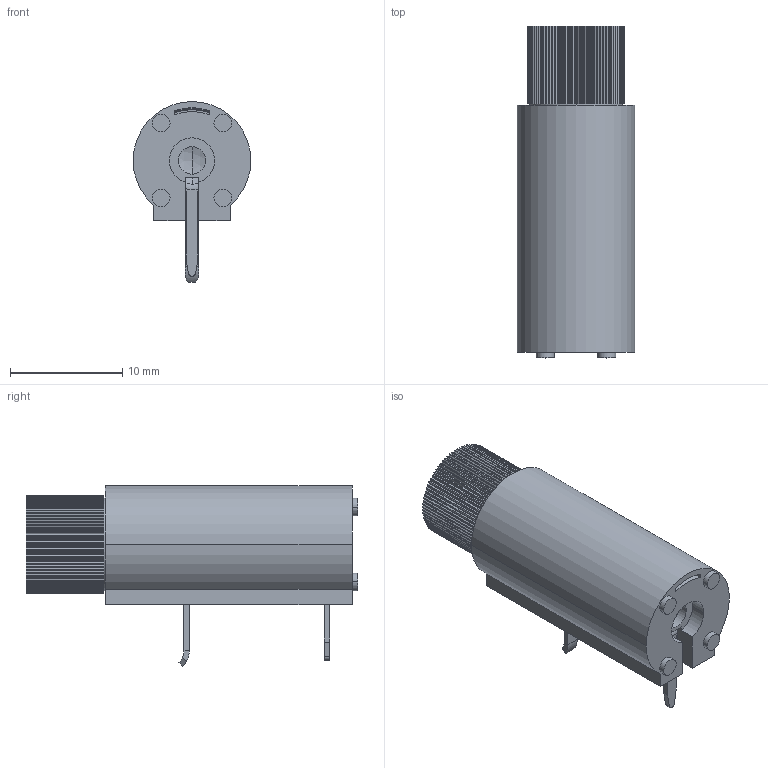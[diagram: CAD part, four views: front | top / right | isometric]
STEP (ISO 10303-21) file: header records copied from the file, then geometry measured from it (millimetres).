
FILE_DESCRIPTION (( 'STEP AP214' ), '1' );
FILE_NAME ('4525.STEP', '2016-12-27T17:12:42', ( '' ), ( '' ), 'SwSTEP 2.0', 'SolidWorks 2013', '' );
FILE_SCHEMA (( 'AUTOMOTIVE_DESIGN' ));
Length unit declared in the file: inch
Products named in the file (1): 4525
Bounding box: 10.49 x 29.55 x 16.11 mm (x, y, z)
Volume: 1616.9 mm3; surface area: 3498.7 mm2
Topology: 5 solids, 5 shells, 488 faces, 1332 edges, 860 vertices
Faces by surface type: plane 302, cylinder 156, torus 14, bspline 8, cone 4, sphere 4
Entity records: 21931 total; most frequent: CARTESIAN_POINT 2861, DIRECTION 2672, ORIENTED_EDGE 2664, EDGE_CURVE 1332, VECTOR 914, LINE 914, AXIS2_PLACEMENT_3D 879, VERTEX_POINT 860
